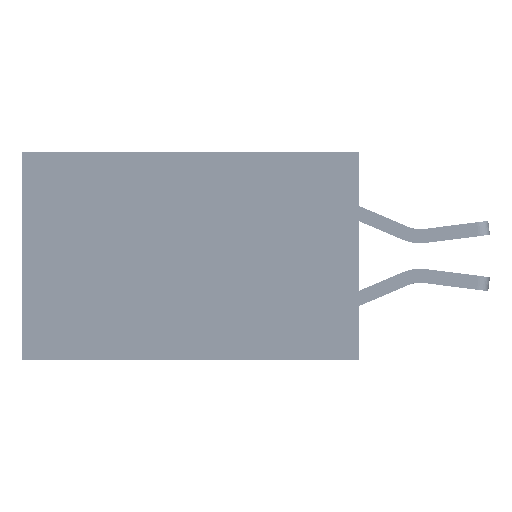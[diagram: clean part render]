
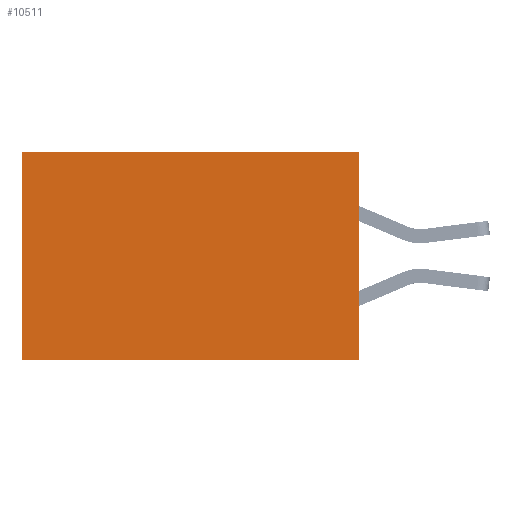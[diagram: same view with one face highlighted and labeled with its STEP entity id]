
A CAD part, left-side view. The second image highlights one B-rep face of the part: STEP entity #10511.
In plain terms, the highlighted planar face has unit normal (-1, 0, 0).
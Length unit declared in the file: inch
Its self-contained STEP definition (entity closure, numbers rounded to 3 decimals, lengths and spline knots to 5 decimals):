
#205 = ORIENTED_EDGE ( 'NONE', *, *, #45565, .F. ) ;
#892 = CARTESIAN_POINT ( 'NONE',  ( 0.2875, 0.6, -0.37 ) ) ;
#1089 = VERTEX_POINT ( 'NONE', #39681 ) ;
#1362 = LINE ( 'NONE', #13503, #49574 ) ;
#1398 = DIRECTION ( 'NONE',  ( 0., 0., -1. ) ) ;
#1949 = CARTESIAN_POINT ( 'NONE',  ( 0.2875, 0.6, 0. ) ) ;
#4141 = CARTESIAN_POINT ( 'NONE',  ( 0.2875, 0.6, 0. ) ) ;
#4654 = PLANE ( 'NONE',  #44927 ) ;
#7022 = LINE ( 'NONE', #17150, #14541 ) ;
#8164 = DIRECTION ( 'NONE',  ( 0., 0., -1. ) ) ;
#10511 = ADVANCED_FACE ( 'NONE', ( #50806 ), #4654, .F. ) ;
#13503 = CARTESIAN_POINT ( 'NONE',  ( 0.2875, 0., 0. ) ) ;
#14541 = VECTOR ( 'NONE', #41848, 39.37008 ) ;
#14699 = VERTEX_POINT ( 'NONE', #1949 ) ;
#17150 = CARTESIAN_POINT ( 'NONE',  ( 0.2875, 0., -0.37 ) ) ;
#19320 = ORIENTED_EDGE ( 'NONE', *, *, #40453, .T. ) ;
#24825 = DIRECTION ( 'NONE',  ( 0., 0., -1. ) ) ;
#32274 = LINE ( 'NONE', #39521, #34791 ) ;
#34791 = VECTOR ( 'NONE', #43532, 39.37008 ) ;
#36738 = DIRECTION ( 'NONE',  ( 1., 0., 0. ) ) ;
#37166 = ORIENTED_EDGE ( 'NONE', *, *, #42121, .F. ) ;
#37293 = ORIENTED_EDGE ( 'NONE', *, *, #44080, .T. ) ;
#39521 = CARTESIAN_POINT ( 'NONE',  ( 0.2875, 0., 0. ) ) ;
#39656 = CARTESIAN_POINT ( 'NONE',  ( 0.2875, 0., -0.37 ) ) ;
#39681 = CARTESIAN_POINT ( 'NONE',  ( 0.2875, 0., 0. ) ) ;
#40453 = EDGE_CURVE ( 'NONE', #1089, #14699, #32274, .T. ) ;
#41254 = VECTOR ( 'NONE', #24825, 39.37008 ) ;
#41848 = DIRECTION ( 'NONE',  ( 0., 1., 0. ) ) ;
#41865 = LINE ( 'NONE', #4141, #41254 ) ;
#42121 = EDGE_CURVE ( 'NONE', #44618, #47739, #7022, .T. ) ;
#42674 = EDGE_LOOP ( 'NONE', ( #37293, #37166, #205, #19320 ) ) ;
#43532 = DIRECTION ( 'NONE',  ( 0., 1., 0. ) ) ;
#44080 = EDGE_CURVE ( 'NONE', #14699, #47739, #41865, .T. ) ;
#44618 = VERTEX_POINT ( 'NONE', #39656 ) ;
#44927 = AXIS2_PLACEMENT_3D ( 'NONE', #48079, #36738, #8164 ) ;
#45565 = EDGE_CURVE ( 'NONE', #1089, #44618, #1362, .T. ) ;
#47739 = VERTEX_POINT ( 'NONE', #892 ) ;
#48079 = CARTESIAN_POINT ( 'NONE',  ( 0.2875, 0., 0. ) ) ;
#49574 = VECTOR ( 'NONE', #1398, 39.37008 ) ;
#50806 = FACE_OUTER_BOUND ( 'NONE', #42674, .T. ) ;
